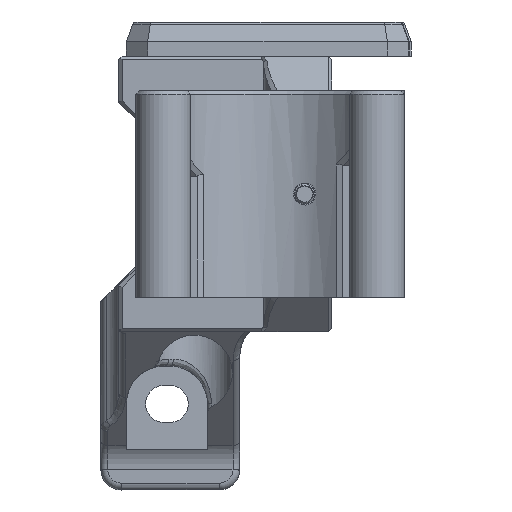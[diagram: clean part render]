
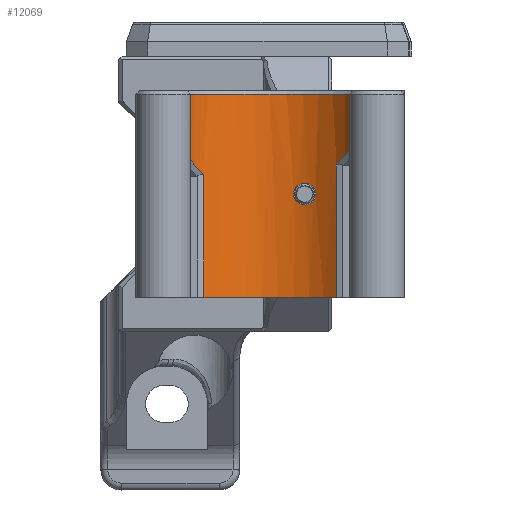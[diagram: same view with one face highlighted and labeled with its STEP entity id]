
A CAD part, left-side view. The second image highlights one B-rep face of the part: STEP entity #12069.
In plain terms, the highlighted cylindrical face has radius 14.511 mm (diameter 29.021 mm), a partial arc.
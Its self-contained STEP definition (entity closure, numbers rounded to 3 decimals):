
#459=CYLINDRICAL_SURFACE('',#12878,14.51);
#663=FACE_BOUND('',#2334,.T.);
#750=B_SPLINE_CURVE_WITH_KNOTS('',3,(#21356,#21357,#21358,#21359,#21360,
#21361),.UNSPECIFIED.,.F.,.F.,(4,2,4),(-0.451,-0.221,
0.),.UNSPECIFIED.);
#751=B_SPLINE_CURVE_WITH_KNOTS('',3,(#21366,#21367,#21368,#21369,#21370,
#21371),.UNSPECIFIED.,.F.,.F.,(4,2,4),(-0.679,-0.349,
0.),.UNSPECIFIED.);
#752=B_SPLINE_CURVE_WITH_KNOTS('',3,(#21373,#21374,#21375,#21376,#21377,
#21378,#21379,#21380,#21381,#21382,#21383,#21384,#21385,#21386,#21387,#21388,
#21389,#21390,#21391,#21392,#21393,#21394,#21395,#21396,#21397,#21398,#21399,
#21400,#21401,#21402,#21403,#21404,#21405,#21406),.UNSPECIFIED.,.T.,.F.,
(4,2,2,2,2,2,2,2,2,2,2,2,2,2,2,2,4),(0.,0.06,0.12,
0.184,0.247,0.313,0.378,
0.439,0.499,0.561,0.622,
0.687,0.751,0.814,0.876,
0.937,0.998),.UNSPECIFIED.);
#1572=FACE_OUTER_BOUND('',#2333,.T.);
#2333=EDGE_LOOP('',(#9332,#9333,#9334,#9335,#9336,#9337,#9338,#9339,#9340,
#9341));
#2334=EDGE_LOOP('',(#9342));
#3288=LINE('',#21209,#4370);
#3303=LINE('',#21246,#4385);
#3329=LINE('',#21322,#4411);
#3333=LINE('',#21331,#4415);
#4370=VECTOR('',#14594,10.);
#4385=VECTOR('',#14627,10.);
#4411=VECTOR('',#14689,10.);
#4415=VECTOR('',#14695,10.);
#5110=CIRCLE('',#12875,14.51);
#5113=CIRCLE('',#12879,14.51);
#5114=CIRCLE('',#12880,14.51);
#5115=CIRCLE('',#12881,14.51);
#5690=VERTEX_POINT('',#21206);
#5691=VERTEX_POINT('',#21208);
#5703=VERTEX_POINT('',#21243);
#5704=VERTEX_POINT('',#21245);
#5729=VERTEX_POINT('',#21314);
#5730=VERTEX_POINT('',#21321);
#5733=VERTEX_POINT('',#21328);
#5734=VERTEX_POINT('',#21330);
#5740=VERTEX_POINT('',#21355);
#5741=VERTEX_POINT('',#21364);
#5742=VERTEX_POINT('',#21372);
#6971=EDGE_CURVE('',#5691,#5690,#3288,.T.);
#6989=EDGE_CURVE('',#5704,#5703,#3303,.T.);
#7024=EDGE_CURVE('',#5729,#5730,#3329,.T.);
#7028=EDGE_CURVE('',#5733,#5734,#3333,.T.);
#7032=EDGE_CURVE('',#5733,#5730,#5110,.T.);
#7040=EDGE_CURVE('',#5740,#5729,#750,.T.);
#7041=EDGE_CURVE('',#5704,#5740,#5113,.T.);
#7042=EDGE_CURVE('',#5703,#5691,#5114,.T.);
#7043=EDGE_CURVE('',#5741,#5690,#5115,.T.);
#7044=EDGE_CURVE('',#5734,#5741,#751,.T.);
#7045=EDGE_CURVE('',#5742,#5742,#752,.T.);
#9332=ORIENTED_EDGE('',*,*,#7024,.F.);
#9333=ORIENTED_EDGE('',*,*,#7040,.F.);
#9334=ORIENTED_EDGE('',*,*,#7041,.F.);
#9335=ORIENTED_EDGE('',*,*,#6989,.T.);
#9336=ORIENTED_EDGE('',*,*,#7042,.T.);
#9337=ORIENTED_EDGE('',*,*,#6971,.T.);
#9338=ORIENTED_EDGE('',*,*,#7043,.F.);
#9339=ORIENTED_EDGE('',*,*,#7044,.F.);
#9340=ORIENTED_EDGE('',*,*,#7028,.F.);
#9341=ORIENTED_EDGE('',*,*,#7032,.T.);
#9342=ORIENTED_EDGE('',*,*,#7045,.T.);
#12069=ADVANCED_FACE('',(#1572,#663),#459,.F.);
#12875=AXIS2_PLACEMENT_3D('',#21341,#14700,#14701);
#12878=AXIS2_PLACEMENT_3D('',#21354,#14711,#14712);
#12879=AXIS2_PLACEMENT_3D('',#21362,#14713,#14714);
#12880=AXIS2_PLACEMENT_3D('',#21363,#14715,#14716);
#12881=AXIS2_PLACEMENT_3D('',#21365,#14717,#14718);
#14594=DIRECTION('',(0.,0.,-1.));
#14627=DIRECTION('',(0.,0.,1.));
#14689=DIRECTION('',(0.,0.,-1.));
#14695=DIRECTION('',(0.,0.,1.));
#14700=DIRECTION('center_axis',(0.,0.,
-1.));
#14701=DIRECTION('ref_axis',(1.,0.,0.));
#14711=DIRECTION('center_axis',(0.,0.,
1.));
#14712=DIRECTION('ref_axis',(1.,0.,0.));
#14713=DIRECTION('center_axis',(0.,0.,
1.));
#14714=DIRECTION('ref_axis',(1.,0.,0.));
#14715=DIRECTION('center_axis',(0.,0.,
1.));
#14716=DIRECTION('ref_axis',(1.,0.,0.));
#14717=DIRECTION('center_axis',(0.,0.,
1.));
#14718=DIRECTION('ref_axis',(1.,0.,0.));
#21206=CARTESIAN_POINT('',(78.695,77.851,-11.101));
#21208=CARTESIAN_POINT('',(78.695,77.851,-3.706));
#21209=CARTESIAN_POINT('',(78.695,77.851,-3.206));
#21243=CARTESIAN_POINT('',(78.695,51.894,-3.706));
#21245=CARTESIAN_POINT('',(78.695,51.894,-11.101));
#21246=CARTESIAN_POINT('',(78.695,51.894,-3.206));
#21314=CARTESIAN_POINT('',(96.024,55.225,-13.838));
#21321=CARTESIAN_POINT('',(96.024,55.225,-33.206));
#21322=CARTESIAN_POINT('',(96.024,55.225,-3.206));
#21328=CARTESIAN_POINT('',(96.024,74.52,-33.206));
#21330=CARTESIAN_POINT('',(96.024,74.52,-15.338));
#21331=CARTESIAN_POINT('',(96.024,74.52,-3.206));
#21341=CARTESIAN_POINT('Origin',(85.185,64.872,-33.206));
#21354=CARTESIAN_POINT('Origin',(85.185,64.872,-3.206));
#21355=CARTESIAN_POINT('',(93.336,52.868,-11.101));
#21356=CARTESIAN_POINT('Ctrl Pts',(93.336,52.868,-11.101));
#21357=CARTESIAN_POINT('Ctrl Pts',(93.823,53.198,-11.595));
#21358=CARTESIAN_POINT('Ctrl Pts',(94.297,53.563,-12.077));
#21359=CARTESIAN_POINT('Ctrl Pts',(95.195,54.35,-12.991));
#21360=CARTESIAN_POINT('Ctrl Pts',(95.619,54.77,-13.424));
#21361=CARTESIAN_POINT('Ctrl Pts',(96.024,55.225,-13.838));
#21362=CARTESIAN_POINT('Origin',(85.185,64.872,-11.101));
#21363=CARTESIAN_POINT('Origin',(85.185,64.872,-3.706));
#21364=CARTESIAN_POINT('',(91.856,77.759,-11.101));
#21365=CARTESIAN_POINT('Origin',(85.185,64.872,-11.101));
#21366=CARTESIAN_POINT('Ctrl Pts',(96.024,74.52,-15.338));
#21367=CARTESIAN_POINT('Ctrl Pts',(95.419,75.2,-14.72));
#21368=CARTESIAN_POINT('Ctrl Pts',(94.77,75.801,-14.059));
#21369=CARTESIAN_POINT('Ctrl Pts',(93.376,76.885,-12.642));
#21370=CARTESIAN_POINT('Ctrl Pts',(92.625,77.361,-11.88));
#21371=CARTESIAN_POINT('Ctrl Pts',(91.856,77.759,-11.101));
#21372=CARTESIAN_POINT('',(98.098,58.253,-18.206));
#21373=CARTESIAN_POINT('Ctrl Pts',(99.287,61.453,-18.206));
#21374=CARTESIAN_POINT('Ctrl Pts',(99.287,61.453,-18.006));
#21375=CARTESIAN_POINT('Ctrl Pts',(99.278,61.413,-17.793));
#21376=CARTESIAN_POINT('Ctrl Pts',(99.237,61.253,-17.402));
#21377=CARTESIAN_POINT('Ctrl Pts',(99.206,61.132,-17.224));
#21378=CARTESIAN_POINT('Ctrl Pts',(99.128,60.848,-16.936));
#21379=CARTESIAN_POINT('Ctrl Pts',(99.074,60.664,-16.81));
#21380=CARTESIAN_POINT('Ctrl Pts',(98.947,60.266,-16.645));
#21381=CARTESIAN_POINT('Ctrl Pts',(98.873,60.052,-16.606));
#21382=CARTESIAN_POINT('Ctrl Pts',(98.725,59.648,-16.606));
#21383=CARTESIAN_POINT('Ctrl Pts',(98.638,59.43,-16.648));
#21384=CARTESIAN_POINT('Ctrl Pts',(98.47,59.03,-16.817));
#21385=CARTESIAN_POINT('Ctrl Pts',(98.387,58.847,-16.944));
#21386=CARTESIAN_POINT('Ctrl Pts',(98.257,58.57,-17.231));
#21387=CARTESIAN_POINT('Ctrl Pts',(98.199,58.452,-17.406));
#21388=CARTESIAN_POINT('Ctrl Pts',(98.119,58.293,-17.793));
#21389=CARTESIAN_POINT('Ctrl Pts',(98.098,58.253,-18.005));
#21390=CARTESIAN_POINT('Ctrl Pts',(98.098,58.253,-18.412));
#21391=CARTESIAN_POINT('Ctrl Pts',(98.12,58.295,-18.629));
#21392=CARTESIAN_POINT('Ctrl Pts',(98.203,58.461,-19.022));
#21393=CARTESIAN_POINT('Ctrl Pts',(98.263,58.584,-19.199));
#21394=CARTESIAN_POINT('Ctrl Pts',(98.395,58.866,-19.481));
#21395=CARTESIAN_POINT('Ctrl Pts',(98.476,59.046,-19.604));
#21396=CARTESIAN_POINT('Ctrl Pts',(98.642,59.439,-19.766));
#21397=CARTESIAN_POINT('Ctrl Pts',(98.726,59.652,-19.806));
#21398=CARTESIAN_POINT('Ctrl Pts',(98.873,60.05,-19.806));
#21399=CARTESIAN_POINT('Ctrl Pts',(98.946,60.262,-19.768));
#21400=CARTESIAN_POINT('Ctrl Pts',(99.072,60.657,-19.606));
#21401=CARTESIAN_POINT('Ctrl Pts',(99.125,60.839,-19.483));
#21402=CARTESIAN_POINT('Ctrl Pts',(99.204,61.125,-19.197));
#21403=CARTESIAN_POINT('Ctrl Pts',(99.236,61.248,-19.018));
#21404=CARTESIAN_POINT('Ctrl Pts',(99.278,61.412,-18.624));
#21405=CARTESIAN_POINT('Ctrl Pts',(99.287,61.453,-18.408));
#21406=CARTESIAN_POINT('Ctrl Pts',(99.287,61.453,-18.206));
